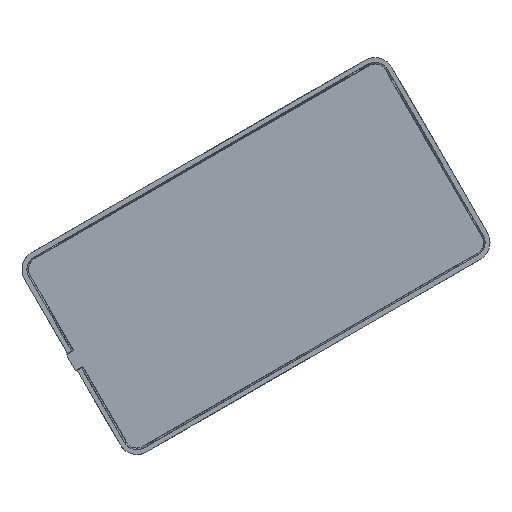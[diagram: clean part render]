
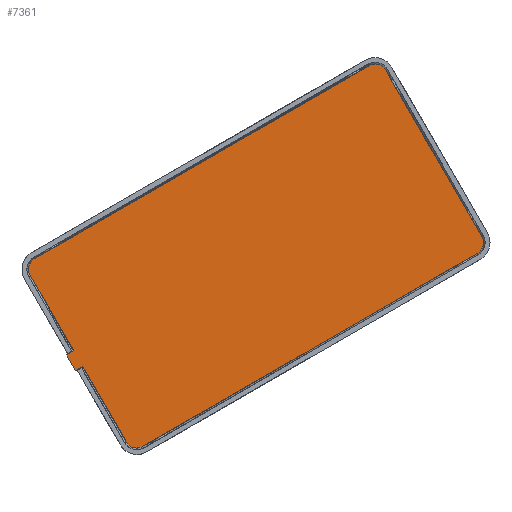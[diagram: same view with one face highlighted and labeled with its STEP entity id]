
A CAD part, front view. The second image highlights one B-rep face of the part: STEP entity #7361.
In plain terms, the highlighted planar face has unit normal (0, -1, 0).
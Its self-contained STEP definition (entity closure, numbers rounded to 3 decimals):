
#6641=CARTESIAN_POINT('',(-100.551,-126.,-104.241));
#6642=DIRECTION('',(0.,1.,0.));
#6643=DIRECTION('',(0.5,0.,-0.866));
#6644=AXIS2_PLACEMENT_3D('',#6641,#6642,#6643);
#6646=DIRECTION('',(-0.5,0.,0.866));
#6647=VECTOR('',#6646,7.5);
#6648=CARTESIAN_POINT('',(-126.037,-126.,-77.098));
#6649=LINE('',#6648,#6647);
#6650=DIRECTION('',(0.866,0.,0.5));
#6651=VECTOR('',#6650,3.5);
#6652=CARTESIAN_POINT('',(-129.787,-126.,-70.602));
#6653=LINE('',#6652,#6651);
#6654=CARTESIAN_POINT('',(-140.551,-126.,-34.959));
#6655=DIRECTION('',(0.,1.,0.));
#6656=DIRECTION('',(-0.866,0.,-0.5));
#6657=AXIS2_PLACEMENT_3D('',#6654,#6655,#6656);
#6659=CARTESIAN_POINT('',(-1.64,-126.,45.241));
#6660=DIRECTION('',(0.,1.,0.));
#6661=DIRECTION('',(-0.5,0.,0.866));
#6662=AXIS2_PLACEMENT_3D('',#6659,#6660,#6661);
#6664=CARTESIAN_POINT('',(38.36,-126.,-24.041));
#6665=DIRECTION('',(0.,1.,0.));
#6666=DIRECTION('',(0.866,0.,0.5));
#6667=AXIS2_PLACEMENT_3D('',#6664,#6665,#6666);
#6731=DIRECTION('',(-0.866,0.,-0.5));
#6732=VECTOR('',#6731,160.4);
#6733=CARTESIAN_POINT('',(-4.14,-126.,49.571));
#6734=LINE('',#6733,#6732);
#6819=DIRECTION('',(-0.5,0.,0.866));
#6820=VECTOR('',#6819,80.);
#6821=CARTESIAN_POINT('',(42.69,-126.,-21.541));
#6822=LINE('',#6821,#6820);
#6857=DIRECTION('',(0.866,0.,0.5));
#6858=VECTOR('',#6857,160.4);
#6859=CARTESIAN_POINT('',(-98.051,-126.,-108.571));
#6860=LINE('',#6859,#6858);
#7065=DIRECTION('',(0.5,0.,-0.866));
#7066=VECTOR('',#7065,36.25);
#7067=CARTESIAN_POINT('',(-144.881,-126.,-37.459));
#7068=LINE('',#7067,#7066);
#7109=DIRECTION('',(0.866,0.,0.5));
#7110=VECTOR('',#7109,3.5);
#7111=CARTESIAN_POINT('',(-126.037,-126.,-77.098));
#7112=LINE('',#7111,#7110);
#7125=DIRECTION('',(0.5,0.,-0.866));
#7126=VECTOR('',#7125,36.25);
#7127=CARTESIAN_POINT('',(-123.006,-126.,-75.348));
#7128=LINE('',#7127,#7126);
#7210=CARTESIAN_POINT('',(-98.051,-126.,-108.571));
#7211=CARTESIAN_POINT('',(-104.881,-126.,-106.741));
#7212=VERTEX_POINT('',#7210);
#7213=VERTEX_POINT('',#7211);
#7214=CARTESIAN_POINT('',(-123.006,-126.,-75.348));
#7215=VERTEX_POINT('',#7214);
#7216=CARTESIAN_POINT('',(-126.037,-126.,-77.098));
#7217=VERTEX_POINT('',#7216);
#7218=CARTESIAN_POINT('',(-129.787,-126.,-70.602));
#7219=VERTEX_POINT('',#7218);
#7220=CARTESIAN_POINT('',(-126.756,-126.,-68.852));
#7221=VERTEX_POINT('',#7220);
#7222=CARTESIAN_POINT('',(-144.881,-126.,-37.459));
#7223=VERTEX_POINT('',#7222);
#7224=CARTESIAN_POINT('',(-143.051,-126.,-30.629));
#7225=VERTEX_POINT('',#7224);
#7226=CARTESIAN_POINT('',(-4.14,-126.,49.571));
#7227=VERTEX_POINT('',#7226);
#7228=CARTESIAN_POINT('',(2.69,-126.,47.741));
#7229=VERTEX_POINT('',#7228);
#7230=CARTESIAN_POINT('',(42.69,-126.,-21.541));
#7231=VERTEX_POINT('',#7230);
#7232=CARTESIAN_POINT('',(40.86,-126.,-28.371));
#7233=VERTEX_POINT('',#7232);
#7330=CARTESIAN_POINT('',(-51.095,-126.,-29.5));
#7331=DIRECTION('',(0.,1.,0.));
#7332=DIRECTION('',(0.866,0.,0.5));
#7333=AXIS2_PLACEMENT_3D('',#7330,#7331,#7332);
#7334=PLANE('',#7333);
#7336=ORIENTED_EDGE('',*,*,#7335,.T.);
#7338=ORIENTED_EDGE('',*,*,#7337,.F.);
#7340=ORIENTED_EDGE('',*,*,#7339,.F.);
#7342=ORIENTED_EDGE('',*,*,#7341,.T.);
#7344=ORIENTED_EDGE('',*,*,#7343,.T.);
#7346=ORIENTED_EDGE('',*,*,#7345,.F.);
#7348=ORIENTED_EDGE('',*,*,#7347,.T.);
#7350=ORIENTED_EDGE('',*,*,#7349,.F.);
#7352=ORIENTED_EDGE('',*,*,#7351,.T.);
#7354=ORIENTED_EDGE('',*,*,#7353,.F.);
#7356=ORIENTED_EDGE('',*,*,#7355,.T.);
#7358=ORIENTED_EDGE('',*,*,#7357,.F.);
#7359=EDGE_LOOP('',(#7336,#7338,#7340,#7342,#7344,#7346,#7348,#7350,#7352,#7354,
#7356,#7358));
#7360=FACE_OUTER_BOUND('',#7359,.F.);
#7361=ADVANCED_FACE('',(#7360),#7334,.F.);
#6645=CIRCLE('',#6644,5.);
#6658=CIRCLE('',#6657,5.);
#6663=CIRCLE('',#6662,5.);
#6668=CIRCLE('',#6667,5.);
#7335=EDGE_CURVE('',#7212,#7213,#6645,.T.);
#7337=EDGE_CURVE('',#7215,#7213,#7128,.T.);
#7339=EDGE_CURVE('',#7217,#7215,#7112,.T.);
#7341=EDGE_CURVE('',#7217,#7219,#6649,.T.);
#7343=EDGE_CURVE('',#7219,#7221,#6653,.T.);
#7345=EDGE_CURVE('',#7223,#7221,#7068,.T.);
#7347=EDGE_CURVE('',#7223,#7225,#6658,.T.);
#7349=EDGE_CURVE('',#7227,#7225,#6734,.T.);
#7351=EDGE_CURVE('',#7227,#7229,#6663,.T.);
#7353=EDGE_CURVE('',#7231,#7229,#6822,.T.);
#7355=EDGE_CURVE('',#7231,#7233,#6668,.T.);
#7357=EDGE_CURVE('',#7212,#7233,#6860,.T.);
